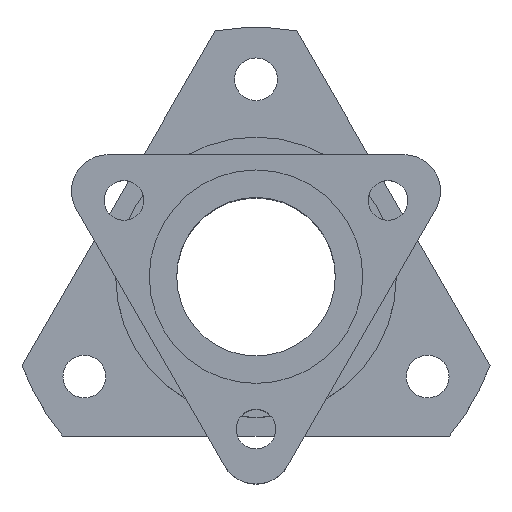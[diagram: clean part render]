
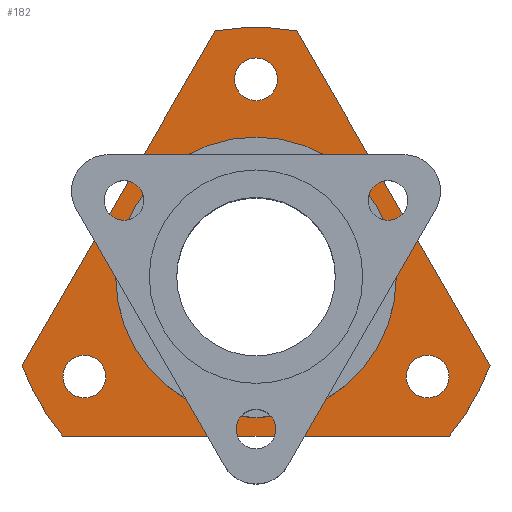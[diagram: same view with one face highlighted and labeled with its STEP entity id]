
A CAD part, top view. The second image highlights one B-rep face of the part: STEP entity #182.
In plain terms, the highlighted planar face has unit normal (0, 0, 1).
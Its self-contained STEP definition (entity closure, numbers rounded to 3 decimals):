
#97=PLANE('',#643);
#128=LINE('',#895,#152);
#132=LINE('',#907,#156);
#136=LINE('',#929,#160);
#152=VECTOR('',#737,1.);
#156=VECTOR('',#749,1.);
#160=VECTOR('',#773,1.);
#182=ADVANCED_FACE('',(#237,#238,#239,#240,#241),#97,.F.);
#237=FACE_BOUND('',#301,.T.);
#238=FACE_BOUND('',#302,.T.);
#239=FACE_BOUND('',#303,.T.);
#240=FACE_BOUND('',#304,.T.);
#241=FACE_BOUND('',#305,.T.);
#301=EDGE_LOOP('',(#416));
#302=EDGE_LOOP('',(#417,#418,#419,#420,#421,#422));
#303=EDGE_LOOP('',(#423));
#304=EDGE_LOOP('',(#424));
#305=EDGE_LOOP('',(#425));
#416=ORIENTED_EDGE('',*,*,#496,.F.);
#417=ORIENTED_EDGE('',*,*,#525,.F.);
#418=ORIENTED_EDGE('',*,*,#545,.F.);
#419=ORIENTED_EDGE('',*,*,#538,.F.);
#420=ORIENTED_EDGE('',*,*,#535,.F.);
#421=ORIENTED_EDGE('',*,*,#532,.F.);
#422=ORIENTED_EDGE('',*,*,#529,.F.);
#423=ORIENTED_EDGE('',*,*,#544,.T.);
#424=ORIENTED_EDGE('',*,*,#542,.T.);
#425=ORIENTED_EDGE('',*,*,#548,.T.);
#448=VERTEX_POINT('',#825);
#471=VERTEX_POINT('',#887);
#472=VERTEX_POINT('',#888);
#475=VERTEX_POINT('',#896);
#477=VERTEX_POINT('',#902);
#479=VERTEX_POINT('',#908);
#481=VERTEX_POINT('',#914);
#484=VERTEX_POINT('',#922);
#486=VERTEX_POINT('',#927);
#488=VERTEX_POINT('',#935);
#496=EDGE_CURVE('',#448,#448,#556,.T.);
#525=EDGE_CURVE('',#471,#472,#573,.T.);
#529=EDGE_CURVE('',#472,#475,#128,.T.);
#532=EDGE_CURVE('',#475,#477,#575,.T.);
#535=EDGE_CURVE('',#477,#479,#132,.T.);
#538=EDGE_CURVE('',#479,#481,#577,.T.);
#542=EDGE_CURVE('',#484,#484,#580,.T.);
#544=EDGE_CURVE('',#486,#486,#582,.T.);
#545=EDGE_CURVE('',#481,#471,#136,.T.);
#548=EDGE_CURVE('',#488,#488,#584,.T.);
#556=CIRCLE('',#593,23.);
#573=CIRCLE('',#620,41.);
#575=CIRCLE('',#624,41.);
#577=CIRCLE('',#628,41.);
#580=CIRCLE('',#632,3.5);
#582=CIRCLE('',#635,3.5);
#584=CIRCLE('',#639,3.5);
#593=AXIS2_PLACEMENT_3D('',#824,#663,#664);
#620=AXIS2_PLACEMENT_3D('',#886,#729,#730);
#624=AXIS2_PLACEMENT_3D('',#901,#742,#743);
#628=AXIS2_PLACEMENT_3D('',#913,#754,#755);
#632=AXIS2_PLACEMENT_3D('',#921,#763,#764);
#635=AXIS2_PLACEMENT_3D('',#926,#769,#770);
#639=AXIS2_PLACEMENT_3D('',#934,#779,#780);
#643=AXIS2_PLACEMENT_3D('',#940,#787,#788);
#663=DIRECTION('',(0.,0.,1.));
#664=DIRECTION('',(1.,0.,0.));
#729=DIRECTION('',(0.,0.,-1.));
#730=DIRECTION('',(1.,0.,0.));
#737=DIRECTION('',(0.5,0.866,0.));
#742=DIRECTION('',(0.,0.,-1.));
#743=DIRECTION('',(1.,0.,0.));
#749=DIRECTION('',(0.5,-0.866,0.));
#754=DIRECTION('',(0.,0.,-1.));
#755=DIRECTION('',(1.,0.,0.));
#763=DIRECTION('',(0.,0.,-1.));
#764=DIRECTION('',(1.,0.,0.));
#769=DIRECTION('',(0.,0.,-1.));
#770=DIRECTION('',(1.,0.,0.));
#773=DIRECTION('',(-1.,0.,0.));
#779=DIRECTION('',(0.,0.,-1.));
#780=DIRECTION('',(1.,0.,0.));
#787=DIRECTION('',(0.,0.,-1.));
#788=DIRECTION('',(-1.,0.,0.));
#824=CARTESIAN_POINT('',(0.,0.,-28.));
#825=CARTESIAN_POINT('',(23.,0.,-28.));
#886=CARTESIAN_POINT('',(0.,0.,-28.));
#887=CARTESIAN_POINT('',(-31.702,-26.,-28.));
#888=CARTESIAN_POINT('',(-38.368,-14.455,-28.));
#895=CARTESIAN_POINT('',(-38.368,-14.455,-28.));
#896=CARTESIAN_POINT('',(-6.666,40.455,-28.));
#901=CARTESIAN_POINT('',(0.,0.,-28.));
#902=CARTESIAN_POINT('',(6.666,40.455,-28.));
#907=CARTESIAN_POINT('',(6.666,40.455,-28.));
#908=CARTESIAN_POINT('',(38.368,-14.455,-28.));
#913=CARTESIAN_POINT('',(0.,0.,-28.));
#914=CARTESIAN_POINT('',(31.702,-26.,-28.));
#921=CARTESIAN_POINT('',(-28.146,-16.25,-28.));
#922=CARTESIAN_POINT('',(-24.646,-16.25,-28.));
#926=CARTESIAN_POINT('',(0.,32.5,-28.));
#927=CARTESIAN_POINT('',(3.5,32.5,-28.));
#929=CARTESIAN_POINT('',(31.702,-26.,-28.));
#934=CARTESIAN_POINT('',(28.146,-16.25,-28.));
#935=CARTESIAN_POINT('',(31.646,-16.25,-28.));
#940=CARTESIAN_POINT('',(0.,0.,-28.));
